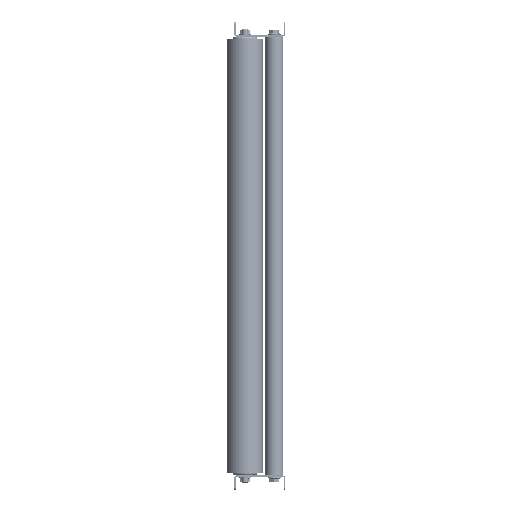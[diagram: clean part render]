
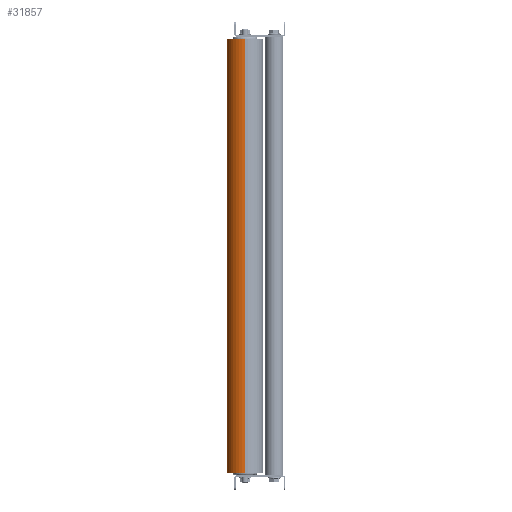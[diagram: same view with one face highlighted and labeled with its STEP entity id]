
A CAD part, left-side view. The second image highlights one B-rep face of the part: STEP entity #31857.
In plain terms, the highlighted cylindrical face has radius 25 mm (diameter 50 mm), a partial arc.
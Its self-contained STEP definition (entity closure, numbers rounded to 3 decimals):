
#390 = DIRECTION ( 'NONE',  ( -1., 0., 0. ) ) ;
#564 = CARTESIAN_POINT ( 'NONE',  ( 0., 0., 0. ) ) ;
#1790 = EDGE_CURVE ( 'NONE', #4366, #33809, #37672, .T. ) ;
#1796 = DIRECTION ( 'NONE',  ( -1., 0., 0. ) ) ;
#3086 = DIRECTION ( 'NONE',  ( -1., 0., 0. ) ) ;
#4366 = VERTEX_POINT ( 'NONE', #51499 ) ;
#5992 = AXIS2_PLACEMENT_3D ( 'NONE', #13809, #14588, #10625 ) ;
#7547 = DIRECTION ( 'NONE',  ( 0., 0., 1. ) ) ;
#8938 = LINE ( 'NONE', #37766, #50635 ) ;
#10625 = DIRECTION ( 'NONE',  ( 0., 0., -1. ) ) ;
#12443 = DIRECTION ( 'NONE',  ( 1., 0., 0. ) ) ;
#13809 = CARTESIAN_POINT ( 'NONE',  ( 592.6, 0., 0. ) ) ;
#14588 = DIRECTION ( 'NONE',  ( 1., 0., 0. ) ) ;
#18262 = AXIS2_PLACEMENT_3D ( 'NONE', #564, #12443, #43912 ) ;
#21035 = VERTEX_POINT ( 'NONE', #25111 ) ;
#21325 = CARTESIAN_POINT ( 'NONE',  ( 592.6, 0., 25. ) ) ;
#21621 = ORIENTED_EDGE ( 'NONE', *, *, #43832, .T. ) ;
#22627 = FACE_OUTER_BOUND ( 'NONE', #30919, .T. ) ;
#23656 = CARTESIAN_POINT ( 'NONE',  ( 592.6, 0., -25. ) ) ;
#25111 = CARTESIAN_POINT ( 'NONE',  ( 592.6, 0., -25. ) ) ;
#25414 = VERTEX_POINT ( 'NONE', #21325 ) ;
#26408 = EDGE_CURVE ( 'NONE', #25414, #33809, #8938, .T. ) ;
#26830 = CYLINDRICAL_SURFACE ( 'NONE', #29153, 25. ) ;
#29153 = AXIS2_PLACEMENT_3D ( 'NONE', #31580, #3086, #7547 ) ;
#30919 = EDGE_LOOP ( 'NONE', ( #34749, #21621, #41692, #35444 ) ) ;
#31580 = CARTESIAN_POINT ( 'NONE',  ( 592.6, 0., 0. ) ) ;
#31812 = CARTESIAN_POINT ( 'NONE',  ( 0., 0., 25. ) ) ;
#31857 = ADVANCED_FACE ( 'Fl�che1', ( #22627 ), #26830, .T. ) ;
#33809 = VERTEX_POINT ( 'NONE', #31812 ) ;
#34749 = ORIENTED_EDGE ( 'NONE', *, *, #50904, .F. ) ;
#35444 = ORIENTED_EDGE ( 'NONE', *, *, #26408, .F. ) ;
#37672 = CIRCLE ( 'NONE', #18262, 25. ) ;
#37766 = CARTESIAN_POINT ( 'NONE',  ( 592.6, 0., 25. ) ) ;
#40497 = VECTOR ( 'NONE', #390, 1000. ) ;
#41692 = ORIENTED_EDGE ( 'NONE', *, *, #1790, .T. ) ;
#43832 = EDGE_CURVE ( 'NONE', #21035, #4366, #48742, .T. ) ;
#43912 = DIRECTION ( 'NONE',  ( 0., 0., -1. ) ) ;
#46486 = CIRCLE ( 'NONE', #5992, 25. ) ;
#48742 = LINE ( 'NONE', #23656, #40497 ) ;
#50635 = VECTOR ( 'NONE', #1796, 1000. ) ;
#50904 = EDGE_CURVE ( 'NONE', #21035, #25414, #46486, .T. ) ;
#51499 = CARTESIAN_POINT ( 'NONE',  ( 0., 0., -25. ) ) ;
